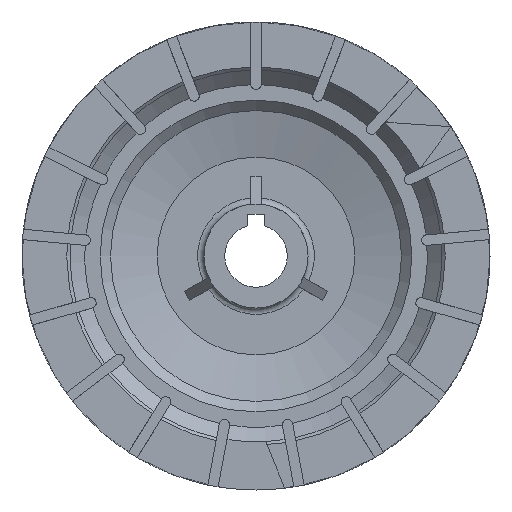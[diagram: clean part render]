
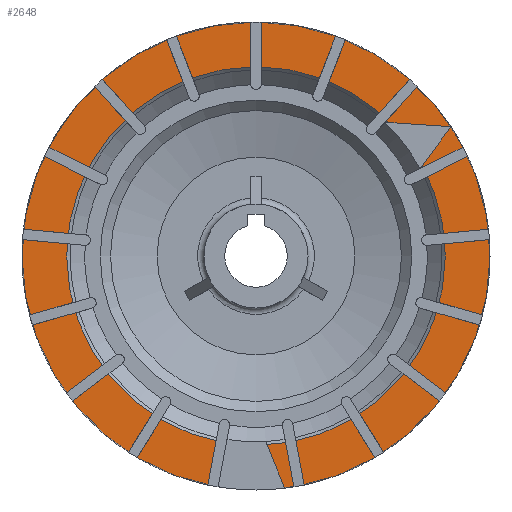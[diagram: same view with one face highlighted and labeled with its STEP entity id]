
A CAD part, front view. The second image highlights one B-rep face of the part: STEP entity #2648.
In plain terms, the highlighted planar face has unit normal (0, 1, 0).
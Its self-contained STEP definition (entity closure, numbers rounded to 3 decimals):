
#129=FACE_BOUND('',#534,.T.);
#130=FACE_BOUND('',#535,.T.);
#160=CIRCLE('',#2820,91.);
#163=CIRCLE('',#2825,112.5);
#534=EDGE_LOOP('',(#1765));
#535=EDGE_LOOP('',(#1766));
#1056=VERTEX_POINT('',#4047);
#1059=VERTEX_POINT('',#4055);
#1338=EDGE_CURVE('',#1056,#1056,#160,.T.);
#1341=EDGE_CURVE('',#1059,#1059,#163,.T.);
#1765=ORIENTED_EDGE('',*,*,#1338,.T.);
#1766=ORIENTED_EDGE('',*,*,#1341,.F.);
#2546=PLANE('',#2824);
#2648=ADVANCED_FACE('',(#129,#130),#2546,.T.);
#2820=AXIS2_PLACEMENT_3D('',#4048,#3191,#3192);
#2824=AXIS2_PLACEMENT_3D('',#4054,#3199,#3200);
#2825=AXIS2_PLACEMENT_3D('',#4056,#3201,#3202);
#3191=DIRECTION('center_axis',(0.,-1.,0.));
#3192=DIRECTION('ref_axis',(0.,0.,-1.));
#3199=DIRECTION('center_axis',(0.,1.,0.));
#3200=DIRECTION('ref_axis',(0.,0.,1.));
#3201=DIRECTION('center_axis',(0.,-1.,0.));
#3202=DIRECTION('ref_axis',(0.,0.,-1.));
#4047=CARTESIAN_POINT('',(0.,-27.723,-91.));
#4048=CARTESIAN_POINT('Origin',(0.,-27.723,0.));
#4054=CARTESIAN_POINT('Origin',(0.,-27.723,-101.75));
#4055=CARTESIAN_POINT('',(0.,-27.723,-112.5));
#4056=CARTESIAN_POINT('Origin',(0.,-27.723,0.));
